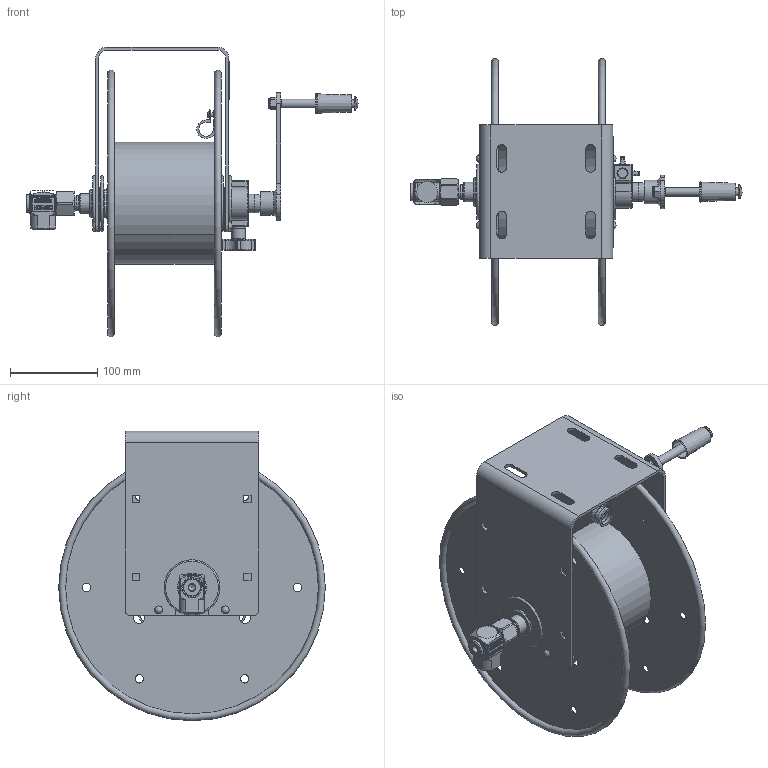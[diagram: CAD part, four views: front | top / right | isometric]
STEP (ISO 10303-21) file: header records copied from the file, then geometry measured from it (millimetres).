
FILE_DESCRIPTION(/* description */ (''),/* implementation_level */ '2;1');
FILE_NAME(/* name */ '112-3-50_SHARED.stp',/* time_stamp */ '2020-04-02T10:51:20-07:00',/* author */ ('NMelton'),/* organization */ (''),/* preprocessor_version */ 'ST-DEVELOPER v17',/* originating_system */ 'Autodesk Inventor 2019',/* authorisation */ '');
FILE_SCHEMA (('AUTOMOTIVE_DESIGN { 1 0 10303 214 3 1 1 }'));
Products named in the file (1): 112-3-50_SHARED
Bounding box: 379.59 x 304.8 x 331.09 mm (x, y, z)
Surface area: 640946.4 mm2 (no closed solid volume)
Topology: 0 solids, 57 shells, 1485 faces, 6157 edges, 4479 vertices
Faces by surface type: plane 772, bspline 384, cylinder 212, torus 51, cone 39, sphere 27
Full cylindrical faces by diameter (mm): 1.321 x2, 2.54 x1, 3.048 x1, 4.826 x1, 5.182 x1, 5.563 x1, 6.35 x1, 6.604 x1, 7.798 x1, 8.839 x4, 8.89 x1, 9.271 x1, 9.525 x12, 10.16 x1, 12.192 x1, 12.7 x6, 13.716 x11, 14.224 x1, 14.478 x13, 15.799 x1, 15.875 x2, 17.145 x1, 19.304 x1, 20.574 x2, 20.625 x1, 21.336 x1, 21.844 x2, 22.403 x1, 22.53 x1, 23.749 x2
Entity records: 71201 total; most frequent: CARTESIAN_POINT 24148, ORIENTED_EDGE 9315, DIRECTION 7266, EDGE_CURVE 6134, VERTEX_POINT 4479, LINE 3788, VECTOR 3788, EDGE_LOOP 1750
